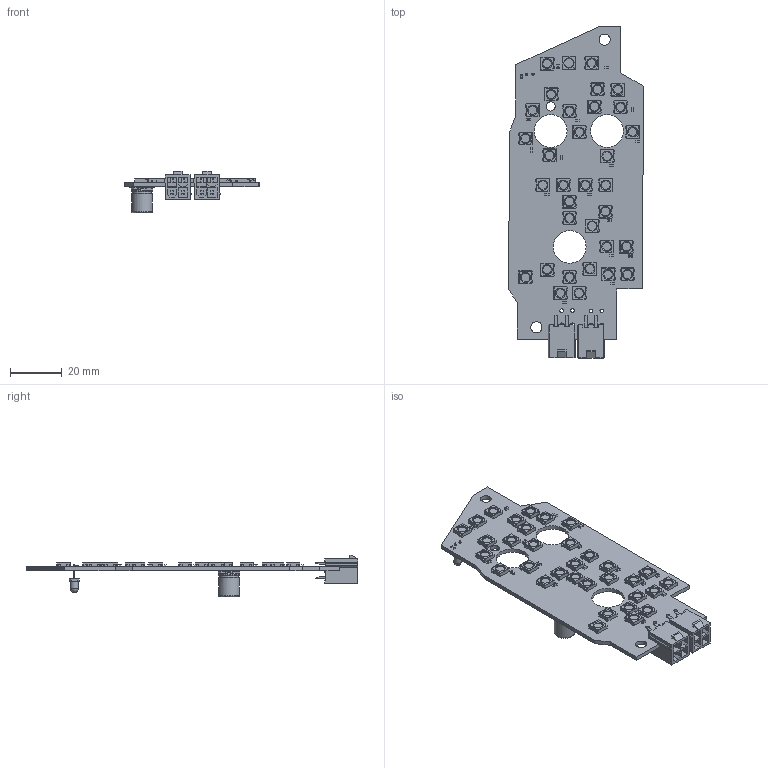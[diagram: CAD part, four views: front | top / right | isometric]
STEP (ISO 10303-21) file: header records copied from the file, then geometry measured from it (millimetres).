
FILE_DESCRIPTION(('KiCad electronic assembly'),'2;1');
FILE_NAME('SIM PWR PCB V2.step','2021-01-13T16:29:08',('An Author'),( 'A Company'),'Open CASCADE STEP processor 6.9', 'KiCad to STEP converter','Unknown');
FILE_SCHEMA(('AUTOMOTIVE_DESIGN { 1 0 10303 214 1 1 1 1 }'));
Length unit declared in the file: millimetre
Products named in the file (14): Open CASCADE STEP translator 6.9 1; R_0603_1608Metric; SOLID; Molex_Mini-Fit_Jr_5566-04A_2x02_P4.20mm_Vertical; C_0603_1608Metric; LED_WS2812B_PLCC4_5.0x5.0mm_P3.2mm; LED_D3.0mm; CP_Elec_8x10; COMPOUND
Assembly tree (61 placements, depth 3):
  Open CASCADE STEP translator 6.9 1
    R_0603_1608Metric
      SOLID
    Molex_Mini-Fit_Jr_5566-04A_2x02_P4.20mm_Vertical  x2
      SOLID
    C_0603_1608Metric  x16
      SOLID
    LED_WS2812B_PLCC4_5.0x5.0mm_P3.2mm  x33
      SOLID
    LED_D3.0mm
      SOLID
    CP_Elec_8x10
      SOLID
    COMPOUND
Bounding box: 52.32 x 128.8 x 16.2 mm (x, y, z)
Volume: 11339.1 mm3; surface area: 17458 mm2
Topology: 55 solids, 55 shells, 3067 faces, 8775 edges, 5777 vertices
Faces by surface type: plane 2068, cylinder 958, cone 33, torus 4, bspline 2, sphere 1, revolution 1
Full cylindrical faces by diameter (mm): 0.9 x2, 1.4 x8, 3 x1, 3.333 x33, 3.572 x1, 4.3 x2, 8 x2, 12.7 x3
Entity records: 25581 total; most frequent: CARTESIAN_POINT 4758, DIRECTION 3625, LINE 2434, VECTOR 2434, ORIENTED_EDGE 1836, PCURVE 1836, DEFINITIONAL_REPRESENTATION 1836, EDGE_CURVE 918
